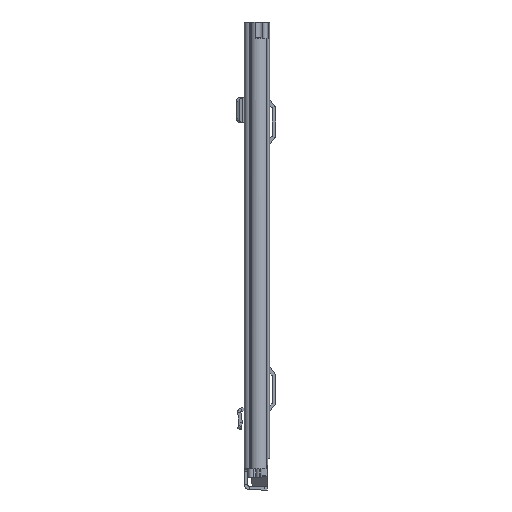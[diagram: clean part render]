
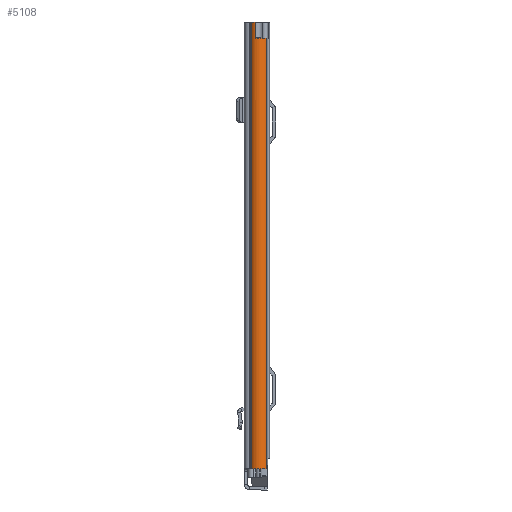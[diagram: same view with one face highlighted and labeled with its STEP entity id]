
A CAD part, front view. The second image highlights one B-rep face of the part: STEP entity #5108.
In plain terms, the highlighted cylindrical face has radius 7.6 mm (diameter 15.2 mm), a partial arc.
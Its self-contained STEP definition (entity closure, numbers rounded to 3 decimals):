
#792 = CARTESIAN_POINT ( 'NONE',  ( 10.602, -30.5, 0. ) ) ;
#888 = DIRECTION ( 'NONE',  ( 0., 0., 1. ) ) ;
#1302 = DIRECTION ( 'NONE',  ( 0., 0., 1. ) ) ;
#1461 = AXIS2_PLACEMENT_3D ( 'NONE', #792, #5176, #6484 ) ;
#1774 = EDGE_CURVE ( 'NONE', #14168, #8773, #11082, .T. ) ;
#2286 = CIRCLE ( 'NONE', #5842, 7.6 ) ;
#2386 = CYLINDRICAL_SURFACE ( 'NONE', #18345, 7.6 ) ;
#2847 = CARTESIAN_POINT ( 'NONE',  ( 5.244, -35.891, -355.6 ) ) ;
#4341 = DIRECTION ( 'NONE',  ( 0., 0., 1. ) ) ;
#4741 = DIRECTION ( 'NONE',  ( 0., 0., 1. ) ) ;
#5108 = ADVANCED_FACE ( 'NONE', ( #10670 ), #2386, .T. ) ;
#5176 = DIRECTION ( 'NONE',  ( 0., 0., -1. ) ) ;
#5243 = CARTESIAN_POINT ( 'NONE',  ( 8.413, -37.778, -355.6 ) ) ;
#5720 = EDGE_CURVE ( 'NONE', #14168, #11216, #6842, .T. ) ;
#5842 = AXIS2_PLACEMENT_3D ( 'NONE', #6923, #16994, #12856 ) ;
#5930 = VERTEX_POINT ( 'NONE', #9230 ) ;
#6110 = CARTESIAN_POINT ( 'NONE',  ( 5.244, -35.891, 0. ) ) ;
#6484 = DIRECTION ( 'NONE',  ( 1., 0., 0. ) ) ;
#6842 = LINE ( 'NONE', #5243, #8836 ) ;
#6923 = CARTESIAN_POINT ( 'NONE',  ( 10.602, -30.5, -339.6 ) ) ;
#7055 = EDGE_CURVE ( 'NONE', #11216, #11980, #7416, .T. ) ;
#7263 = ORIENTED_EDGE ( 'NONE', *, *, #1774, .F. ) ;
#7416 = CIRCLE ( 'NONE', #1461, 7.6 ) ;
#7627 = LINE ( 'NONE', #17530, #16412 ) ;
#8773 = VERTEX_POINT ( 'NONE', #12348 ) ;
#8836 = VECTOR ( 'NONE', #10919, 1000. ) ;
#8924 = EDGE_LOOP ( 'NONE', ( #14192, #18268, #7263, #15076, #12800, #17363 ) ) ;
#9036 = CARTESIAN_POINT ( 'NONE',  ( 8.413, -37.778, 0. ) ) ;
#9230 = CARTESIAN_POINT ( 'NONE',  ( 16.488, -35.307, -339.6 ) ) ;
#9880 = EDGE_CURVE ( 'NONE', #17160, #5930, #2286, .T. ) ;
#10336 = CARTESIAN_POINT ( 'NONE',  ( 8.413, -37.778, -12.2 ) ) ;
#10670 = FACE_OUTER_BOUND ( 'NONE', #8924, .T. ) ;
#10919 = DIRECTION ( 'NONE',  ( 0., 0., 1. ) ) ;
#10946 = VECTOR ( 'NONE', #4341, 1000. ) ;
#11082 = CIRCLE ( 'NONE', #14607, 7.6 ) ;
#11178 = DIRECTION ( 'NONE',  ( 1., 0., 0. ) ) ;
#11216 = VERTEX_POINT ( 'NONE', #9036 ) ;
#11860 = EDGE_CURVE ( 'NONE', #17160, #11980, #17133, .T. ) ;
#11980 = VERTEX_POINT ( 'NONE', #6110 ) ;
#12161 = DIRECTION ( 'NONE',  ( 1., 0., 0. ) ) ;
#12348 = CARTESIAN_POINT ( 'NONE',  ( 16.488, -35.307, -12.2 ) ) ;
#12800 = ORIENTED_EDGE ( 'NONE', *, *, #7055, .T. ) ;
#12856 = DIRECTION ( 'NONE',  ( 1., 0., 0. ) ) ;
#14168 = VERTEX_POINT ( 'NONE', #10336 ) ;
#14192 = ORIENTED_EDGE ( 'NONE', *, *, #9880, .T. ) ;
#14547 = EDGE_CURVE ( 'NONE', #5930, #8773, #7627, .T. ) ;
#14607 = AXIS2_PLACEMENT_3D ( 'NONE', #18304, #1302, #11178 ) ;
#15076 = ORIENTED_EDGE ( 'NONE', *, *, #5720, .T. ) ;
#15333 = CARTESIAN_POINT ( 'NONE',  ( 5.244, -35.891, -339.6 ) ) ;
#16284 = CARTESIAN_POINT ( 'NONE',  ( 10.602, -30.5, -355.6 ) ) ;
#16412 = VECTOR ( 'NONE', #4741, 1000. ) ;
#16994 = DIRECTION ( 'NONE',  ( 0., 0., 1. ) ) ;
#17133 = LINE ( 'NONE', #2847, #10946 ) ;
#17160 = VERTEX_POINT ( 'NONE', #15333 ) ;
#17363 = ORIENTED_EDGE ( 'NONE', *, *, #11860, .F. ) ;
#17530 = CARTESIAN_POINT ( 'NONE',  ( 16.488, -35.307, -355.6 ) ) ;
#18268 = ORIENTED_EDGE ( 'NONE', *, *, #14547, .T. ) ;
#18304 = CARTESIAN_POINT ( 'NONE',  ( 10.602, -30.5, -12.2 ) ) ;
#18345 = AXIS2_PLACEMENT_3D ( 'NONE', #16284, #888, #12161 ) ;
